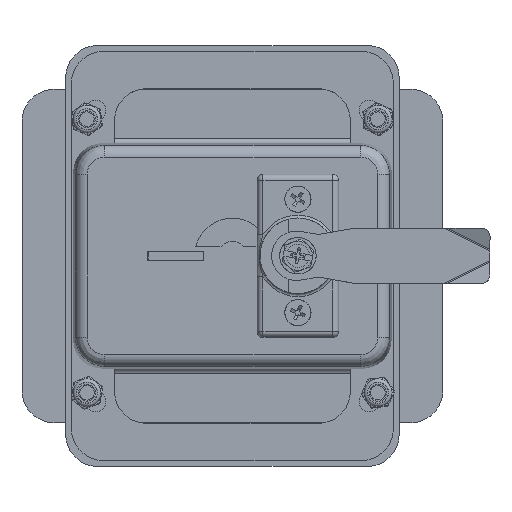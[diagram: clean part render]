
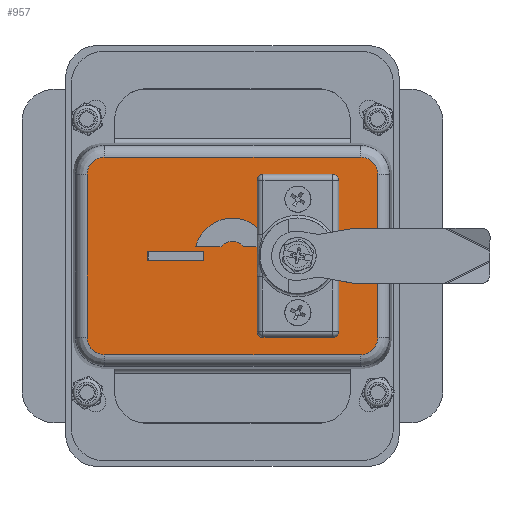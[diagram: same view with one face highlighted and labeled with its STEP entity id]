
A CAD part, top view. The second image highlights one B-rep face of the part: STEP entity #957.
In plain terms, the highlighted planar face has unit normal (0, 0, 1).
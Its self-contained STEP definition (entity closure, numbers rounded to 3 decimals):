
#957 = ADVANCED_FACE( '', ( #1674, #1675, #1676, #1677, #1678 ), #1679, .T. );
#1674 = FACE_BOUND( '', #3238, .T. );
#1675 = FACE_BOUND( '', #3239, .T. );
#1676 = FACE_OUTER_BOUND( '', #3240, .T. );
#1677 = FACE_BOUND( '', #3241, .T. );
#1678 = FACE_BOUND( '', #3242, .T. );
#1679 = PLANE( '', #3243 );
#3238 = EDGE_LOOP( '', ( #6808 ) );
#3239 = EDGE_LOOP( '', ( #6809 ) );
#3240 = EDGE_LOOP( '', ( #6810, #6811, #6812, #6813, #6814, #6815, #6816, #6817 ) );
#3241 = EDGE_LOOP( '', ( #6818 ) );
#3242 = EDGE_LOOP( '', ( #6819, #6820, #6821, #6822 ) );
#3243 = AXIS2_PLACEMENT_3D( '', #6823, #6824, #6825 );
#6808 = ORIENTED_EDGE( '', *, *, #12132, .T. );
#6809 = ORIENTED_EDGE( '', *, *, #12133, .T. );
#6810 = ORIENTED_EDGE( '', *, *, #12134, .T. );
#6811 = ORIENTED_EDGE( '', *, *, #12135, .T. );
#6812 = ORIENTED_EDGE( '', *, *, #12136, .T. );
#6813 = ORIENTED_EDGE( '', *, *, #12137, .T. );
#6814 = ORIENTED_EDGE( '', *, *, #12138, .T. );
#6815 = ORIENTED_EDGE( '', *, *, #12139, .T. );
#6816 = ORIENTED_EDGE( '', *, *, #12140, .T. );
#6817 = ORIENTED_EDGE( '', *, *, #12141, .T. );
#6818 = ORIENTED_EDGE( '', *, *, #12142, .T. );
#6819 = ORIENTED_EDGE( '', *, *, #12143, .T. );
#6820 = ORIENTED_EDGE( '', *, *, #12144, .T. );
#6821 = ORIENTED_EDGE( '', *, *, #12145, .T. );
#6822 = ORIENTED_EDGE( '', *, *, #12146, .T. );
#6823 = CARTESIAN_POINT( '', ( -53.75, -37.75, 22. ) );
#6824 = DIRECTION( '', ( 0., 0., 1. ) );
#6825 = DIRECTION( '', ( 0., -1., 0. ) );
#12132 = EDGE_CURVE( '', #13833, #13833, #13834, .F. );
#12133 = EDGE_CURVE( '', #13835, #13835, #13836, .F. );
#12134 = EDGE_CURVE( '', #13837, #13838, #13839, .F. );
#12135 = EDGE_CURVE( '', #13838, #13840, #13841, .T. );
#12136 = EDGE_CURVE( '', #13840, #13842, #13843, .F. );
#12137 = EDGE_CURVE( '', #13842, #13844, #13845, .T. );
#12138 = EDGE_CURVE( '', #13844, #13846, #13847, .F. );
#12139 = EDGE_CURVE( '', #13846, #13848, #13849, .T. );
#12140 = EDGE_CURVE( '', #13848, #13850, #13851, .F. );
#12141 = EDGE_CURVE( '', #13850, #13837, #13852, .T. );
#12142 = EDGE_CURVE( '', #13853, #13853, #13854, .F. );
#12143 = EDGE_CURVE( '', #13855, #13856, #13857, .T. );
#12144 = EDGE_CURVE( '', #13856, #13858, #13859, .T. );
#12145 = EDGE_CURVE( '', #13858, #13860, #13861, .T. );
#12146 = EDGE_CURVE( '', #13860, #13855, #13862, .T. );
#13833 = VERTEX_POINT( '', #16628 );
#13834 = CIRCLE( '', #16629, 5. );
#13835 = VERTEX_POINT( '', #16630 );
#13836 = CIRCLE( '', #16631, 5. );
#13837 = VERTEX_POINT( '', #16632 );
#13838 = VERTEX_POINT( '', #16633 );
#13839 = LINE( '', #16634, #16635 );
#13840 = VERTEX_POINT( '', #16636 );
#13841 = ELLIPSE( '', #16637, 6.016, 6. );
#13842 = VERTEX_POINT( '', #16638 );
#13843 = LINE( '', #16639, #16640 );
#13844 = VERTEX_POINT( '', #16641 );
#13845 = ELLIPSE( '', #16642, 6.016, 6. );
#13846 = VERTEX_POINT( '', #16643 );
#13847 = LINE( '', #16644, #16645 );
#13848 = VERTEX_POINT( '', #16646 );
#13849 = ELLIPSE( '', #16647, 6.016, 6. );
#13850 = VERTEX_POINT( '', #16648 );
#13851 = LINE( '', #16649, #16650 );
#13852 = ELLIPSE( '', #16651, 6.016, 6. );
#13853 = VERTEX_POINT( '', #16652 );
#13854 = CIRCLE( '', #16653, 5. );
#13855 = VERTEX_POINT( '', #16654 );
#13856 = VERTEX_POINT( '', #16655 );
#13857 = LINE( '', #16656, #16657 );
#13858 = VERTEX_POINT( '', #16658 );
#13859 = LINE( '', #16659, #16660 );
#13860 = VERTEX_POINT( '', #16661 );
#13861 = LINE( '', #16662, #16663 );
#13862 = LINE( '', #16664, #16665 );
#16628 = CARTESIAN_POINT( '', ( 27.5, -19.5, 22. ) );
#16629 = AXIS2_PLACEMENT_3D( '', #21580, #21581, #21582 );
#16630 = CARTESIAN_POINT( '', ( 27.5, 0., 22. ) );
#16631 = AXIS2_PLACEMENT_3D( '', #21583, #21584, #21585 );
#16632 = CARTESIAN_POINT( '', ( -49.954, 27.962, 22. ) );
#16633 = CARTESIAN_POINT( '', ( -49.954, -27.962, 22. ) );
#16634 = CARTESIAN_POINT( '', ( -49.954, -37.75, 22. ) );
#16635 = VECTOR( '', #21586, 1000. );
#16636 = CARTESIAN_POINT( '', ( -43.962, -33.954, 22. ) );
#16637 = AXIS2_PLACEMENT_3D( '', #21587, #21588, #21589 );
#16638 = CARTESIAN_POINT( '', ( 43.962, -33.954, 22. ) );
#16639 = CARTESIAN_POINT( '', ( -53.75, -33.954, 22. ) );
#16640 = VECTOR( '', #21590, 1000. );
#16641 = CARTESIAN_POINT( '', ( 49.954, -27.962, 22. ) );
#16642 = AXIS2_PLACEMENT_3D( '', #21591, #21592, #21593 );
#16643 = CARTESIAN_POINT( '', ( 49.954, 27.962, 22. ) );
#16644 = CARTESIAN_POINT( '', ( 49.954, -37.75, 22. ) );
#16645 = VECTOR( '', #21594, 1000. );
#16646 = CARTESIAN_POINT( '', ( 43.962, 33.954, 22. ) );
#16647 = AXIS2_PLACEMENT_3D( '', #21595, #21596, #21597 );
#16648 = CARTESIAN_POINT( '', ( -43.962, 33.954, 22. ) );
#16649 = CARTESIAN_POINT( '', ( -53.75, 33.954, 22. ) );
#16650 = VECTOR( '', #21598, 1000. );
#16651 = AXIS2_PLACEMENT_3D( '', #21599, #21600, #21601 );
#16652 = CARTESIAN_POINT( '', ( 27.5, 19.5, 22. ) );
#16653 = AXIS2_PLACEMENT_3D( '', #21602, #21603, #21604 );
#16654 = CARTESIAN_POINT( '', ( -9.9, -1.65, 22. ) );
#16655 = CARTESIAN_POINT( '', ( -29.1, -1.65, 22. ) );
#16656 = CARTESIAN_POINT( '', ( -53.75, -1.65, 22. ) );
#16657 = VECTOR( '', #21605, 1000. );
#16658 = CARTESIAN_POINT( '', ( -29.1, 1.65, 22. ) );
#16659 = CARTESIAN_POINT( '', ( -29.1, -37.75, 22. ) );
#16660 = VECTOR( '', #21606, 1000. );
#16661 = CARTESIAN_POINT( '', ( -9.9, 1.65, 22. ) );
#16662 = CARTESIAN_POINT( '', ( -53.75, 1.65, 22. ) );
#16663 = VECTOR( '', #21607, 1000. );
#16664 = CARTESIAN_POINT( '', ( -9.9, -37.75, 22. ) );
#16665 = VECTOR( '', #21608, 1000. );
#21580 = CARTESIAN_POINT( '', ( 22.5, -19.5, 22. ) );
#21581 = DIRECTION( '', ( 0., 0., 1. ) );
#21582 = DIRECTION( '', ( 1., 0., 0. ) );
#21583 = CARTESIAN_POINT( '', ( 22.5, 0., 22. ) );
#21584 = DIRECTION( '', ( 0., 0., 1. ) );
#21585 = DIRECTION( '', ( 1., 0., 0. ) );
#21586 = DIRECTION( '', ( 0., 1., 0. ) );
#21587 = CARTESIAN_POINT( '', ( -43.946, -27.946, 22. ) );
#21588 = DIRECTION( '', ( 0., 0., 1. ) );
#21589 = DIRECTION( '', ( 0.707, 0.707, 0. ) );
#21590 = DIRECTION( '', ( -1., 0., 0. ) );
#21591 = CARTESIAN_POINT( '', ( 43.946, -27.946, 22. ) );
#21592 = DIRECTION( '', ( 0., 0., 1. ) );
#21593 = DIRECTION( '', ( -0.707, 0.707, 0. ) );
#21594 = DIRECTION( '', ( 0., -1., 0. ) );
#21595 = CARTESIAN_POINT( '', ( 43.946, 27.946, 22. ) );
#21596 = DIRECTION( '', ( 0., 0., 1. ) );
#21597 = DIRECTION( '', ( -0.707, -0.707, 0. ) );
#21598 = DIRECTION( '', ( 1., 0., 0. ) );
#21599 = CARTESIAN_POINT( '', ( -43.946, 27.946, 22. ) );
#21600 = DIRECTION( '', ( 0., 0., 1. ) );
#21601 = DIRECTION( '', ( 0.707, -0.707, 0. ) );
#21602 = CARTESIAN_POINT( '', ( 22.5, 19.5, 22. ) );
#21603 = DIRECTION( '', ( 0., 0., 1. ) );
#21604 = DIRECTION( '', ( 1., 0., 0. ) );
#21605 = DIRECTION( '', ( -1., 0., 0. ) );
#21606 = DIRECTION( '', ( 0., 1., 0. ) );
#21607 = DIRECTION( '', ( 1., 0., 0. ) );
#21608 = DIRECTION( '', ( 0., -1., 0. ) );
